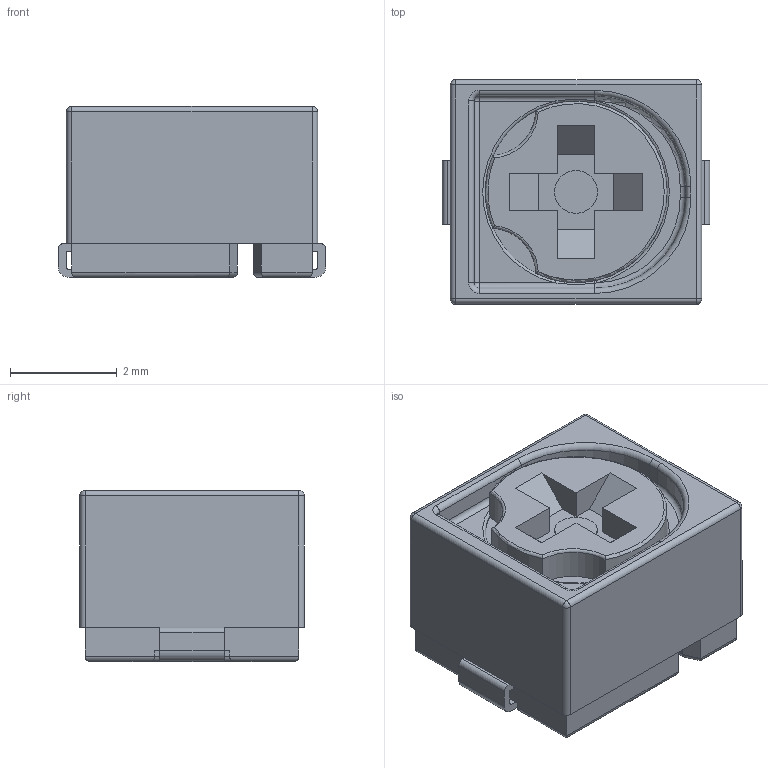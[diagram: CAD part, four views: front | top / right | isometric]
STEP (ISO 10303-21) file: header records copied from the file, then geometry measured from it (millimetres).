
FILE_DESCRIPTION((''),'2;1');
FILE_NAME('CAPV_MURATA_TZB4_TYPE A.stp','2014-11-25T11:37:29',(''),(''),'Mechanical Desktop 2011','Mechanical Desktop 2011',', , ');
FILE_SCHEMA(('AUTOMOTIVE_DESIGN { 1 2 10303 214 1 1 1 1 }'));
Length unit declared in the file: millimetre
Products named in the file (1): Product
Bounding box: 5 x 4.2 x 3.2 mm (x, y, z)
Volume: 54.5 mm3; surface area: 165.8 mm2
Topology: 6 solids, 6 shells, 153 faces, 357 edges, 214 vertices
Faces by surface type: plane 65, cylinder 53, bspline 17, torus 12, sphere 6
Entity records: 4448 total; most frequent: CARTESIAN_POINT 930, DIRECTION 731, ORIENTED_EDGE 702, EDGE_CURVE 351, AXIS2_PLACEMENT_3D 253, VECTOR 225, LINE 225, VERTEX_POINT 214
